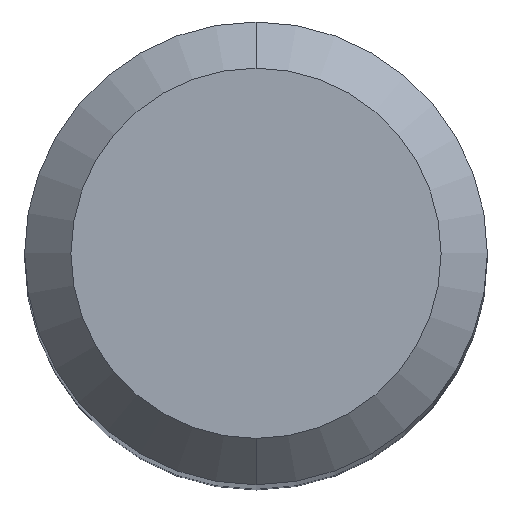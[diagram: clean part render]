
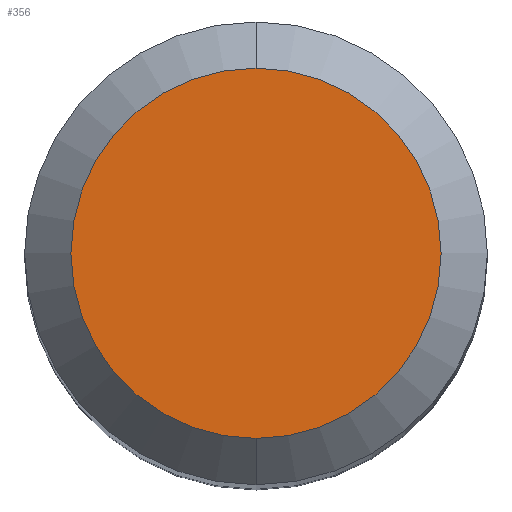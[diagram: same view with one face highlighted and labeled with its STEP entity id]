
A CAD part, top view. The second image highlights one B-rep face of the part: STEP entity #356.
In plain terms, the highlighted planar face has unit normal (0, 0, 1).
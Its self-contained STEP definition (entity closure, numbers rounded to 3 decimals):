
#119=CARTESIAN_POINT('',(0.,0.,40.));
#120=DIRECTION('',(0.,0.,1.));
#121=DIRECTION('',(0.,1.,0.));
#122=AXIS2_PLACEMENT_3D('',#119,#120,#121);
#127=CARTESIAN_POINT('',(0.,0.,40.));
#128=DIRECTION('',(0.,0.,-1.));
#129=DIRECTION('',(0.,1.,0.));
#130=AXIS2_PLACEMENT_3D('',#127,#128,#129);
#245=CARTESIAN_POINT('',(0.,4.,40.));
#246=VERTEX_POINT('',#245);
#251=CARTESIAN_POINT('',(0.,-4.,40.));
#252=VERTEX_POINT('',#251);
#347=CARTESIAN_POINT('',(0.,0.,40.));
#348=DIRECTION('',(0.,0.,-1.));
#349=DIRECTION('',(0.,-1.,0.));
#350=AXIS2_PLACEMENT_3D('',#347,#348,#349);
#351=PLANE('',#350);
#352=ORIENTED_EDGE('',*,*,#326,.F.);
#353=ORIENTED_EDGE('',*,*,#342,.T.);
#354=EDGE_LOOP('',(#352,#353));
#355=FACE_OUTER_BOUND('',#354,.F.);
#123=CIRCLE('',#122,4.);
#131=CIRCLE('',#130,4.);
#326=EDGE_CURVE('',#246,#252,#123,.T.);
#342=EDGE_CURVE('',#246,#252,#131,.T.);
#356=ADVANCED_FACE('',(#355),#351,.F.);
